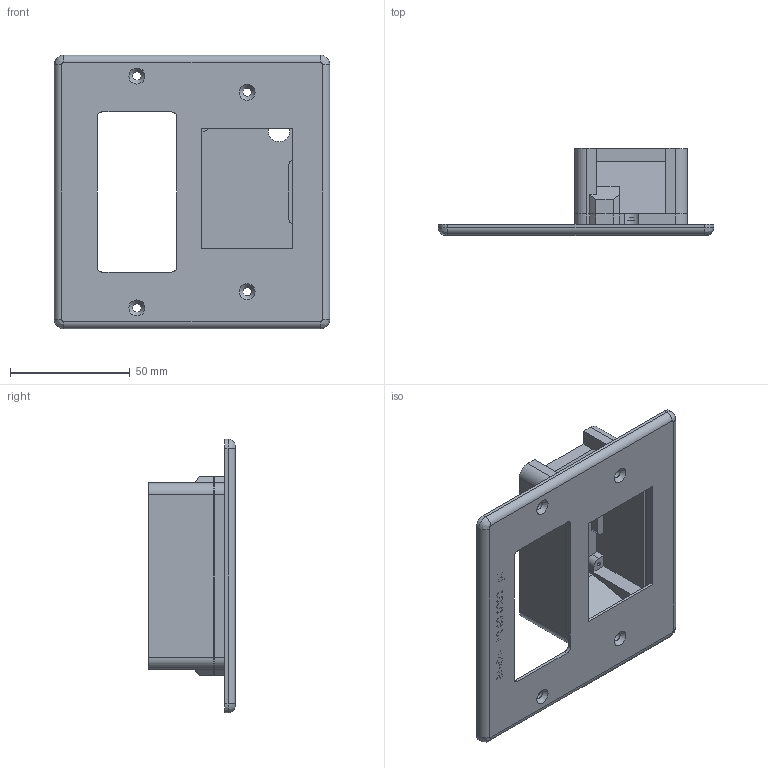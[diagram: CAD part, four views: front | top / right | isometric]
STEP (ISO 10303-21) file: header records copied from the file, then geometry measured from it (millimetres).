
FILE_DESCRIPTION(/* description */ (''),/* implementation_level */ '2;1');
FILE_NAME(/* name */ 'box.step',/* time_stamp */ '2020-09-30T16:04:12-07:00',/* author */ (''),/* organization */ (''),/* preprocessor_version */ 'ST-DEVELOPER v18.1',/* originating_system */ 'Autodesk Translation Framework v9.3.0.1241',/* authorisation */ '');
FILE_SCHEMA (('AUTOMOTIVE_DESIGN { 1 0 10303 214 3 1 1 }'));
Length unit declared in the file: millimetre
Products named in the file (2): plate-mk2; box
Assembly tree (1 placements, depth 2):
  plate-mk2
    box
Bounding box: 114.9 x 36.15 x 114.3 mm (x, y, z)
Volume: 42702 mm3; surface area: 47344.6 mm2
Topology: 2 solids, 2 shells, 939 faces, 2588 edges, 1718 vertices
Faces by surface type: bspline 493, plane 375, cylinder 67, cone 4
Full cylindrical faces by diameter (mm): 1.5 x3, 2 x4, 3 x4, 3.5 x4, 5 x4, 7.5 x2, 9 x1
Entity records: 34351 total; most frequent: CARTESIAN_POINT 13593, ORIENTED_EDGE 5176, DIRECTION 2658, EDGE_CURVE 2588, VERTEX_POINT 1718, LINE 1460, VECTOR 1460, EDGE_LOOP 1027
